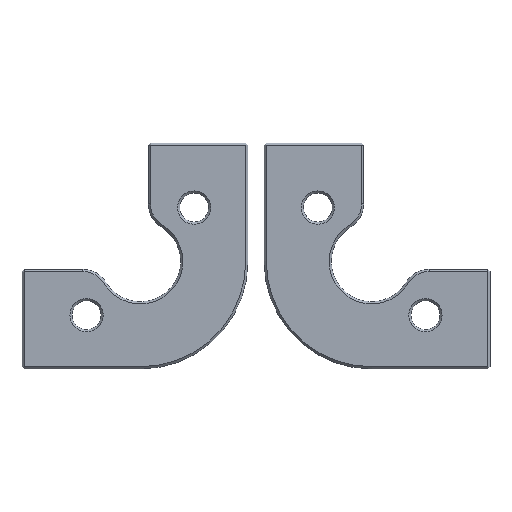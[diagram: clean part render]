
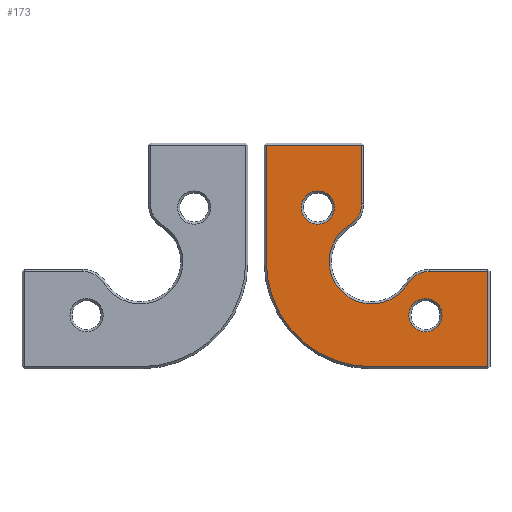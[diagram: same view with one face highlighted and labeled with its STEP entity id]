
A CAD part, top view. The second image highlights one B-rep face of the part: STEP entity #173.
In plain terms, the highlighted planar face has unit normal (0, 0, 1).
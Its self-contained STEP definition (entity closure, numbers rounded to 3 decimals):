
#71=FACE_BOUND('',#423,.T.);
#72=FACE_BOUND('',#424,.T.);
#73=FACE_BOUND('',#425,.T.);
#123=CIRCLE('',#1570,3.1);
#124=CIRCLE('',#1571,3.1);
#125=CIRCLE('',#1572,4.6);
#126=CIRCLE('',#1573,7.9);
#127=CIRCLE('',#1574,4.6);
#128=CIRCLE('',#1575,19.6);
#173=ADVANCED_FACE('',(#71,#72,#73),#269,.T.);
#269=PLANE('',#1576);
#423=EDGE_LOOP('',(#569));
#424=EDGE_LOOP('',(#570));
#425=EDGE_LOOP('',(#571,#572,#573,#574,#575,#576,#577,#578,#579,#580));
#569=ORIENTED_EDGE('',*,*,#1083,.T.);
#570=ORIENTED_EDGE('',*,*,#1084,.T.);
#571=ORIENTED_EDGE('',*,*,#1085,.T.);
#572=ORIENTED_EDGE('',*,*,#1086,.T.);
#573=ORIENTED_EDGE('',*,*,#1087,.T.);
#574=ORIENTED_EDGE('',*,*,#1088,.T.);
#575=ORIENTED_EDGE('',*,*,#1089,.T.);
#576=ORIENTED_EDGE('',*,*,#1090,.T.);
#577=ORIENTED_EDGE('',*,*,#1091,.T.);
#578=ORIENTED_EDGE('',*,*,#1092,.T.);
#579=ORIENTED_EDGE('',*,*,#1093,.T.);
#580=ORIENTED_EDGE('',*,*,#1094,.T.);
#965=VERTEX_POINT('',#2232);
#966=VERTEX_POINT('',#2234);
#967=VERTEX_POINT('',#2236);
#968=VERTEX_POINT('',#2237);
#969=VERTEX_POINT('',#2239);
#970=VERTEX_POINT('',#2241);
#971=VERTEX_POINT('',#2243);
#972=VERTEX_POINT('',#2245);
#973=VERTEX_POINT('',#2247);
#974=VERTEX_POINT('',#2249);
#975=VERTEX_POINT('',#2251);
#976=VERTEX_POINT('',#2253);
#1083=EDGE_CURVE('',#965,#965,#123,.T.);
#1084=EDGE_CURVE('',#966,#966,#124,.T.);
#1085=EDGE_CURVE('',#967,#968,#125,.T.);
#1086=EDGE_CURVE('',#968,#969,#126,.T.);
#1087=EDGE_CURVE('',#969,#970,#127,.T.);
#1088=EDGE_CURVE('',#970,#971,#1275,.T.);
#1089=EDGE_CURVE('',#971,#972,#1276,.T.);
#1090=EDGE_CURVE('',#972,#973,#1277,.T.);
#1091=EDGE_CURVE('',#973,#974,#128,.T.);
#1092=EDGE_CURVE('',#974,#975,#1278,.T.);
#1093=EDGE_CURVE('',#975,#976,#1279,.T.);
#1094=EDGE_CURVE('',#976,#967,#1280,.T.);
#1275=LINE('',#2242,#1427);
#1276=LINE('',#2244,#1428);
#1277=LINE('',#2246,#1429);
#1278=LINE('',#2250,#1430);
#1279=LINE('',#2252,#1431);
#1280=LINE('',#2254,#1432);
#1427=VECTOR('',#1776,1.);
#1428=VECTOR('',#1777,1.);
#1429=VECTOR('',#1778,1.);
#1430=VECTOR('',#1781,1.);
#1431=VECTOR('',#1782,1.);
#1432=VECTOR('',#1783,1.);
#1570=AXIS2_PLACEMENT_3D('',#2231,#1766,#1767);
#1571=AXIS2_PLACEMENT_3D('',#2233,#1768,#1769);
#1572=AXIS2_PLACEMENT_3D('',#2235,#1770,#1771);
#1573=AXIS2_PLACEMENT_3D('',#2238,#1772,#1773);
#1574=AXIS2_PLACEMENT_3D('',#2240,#1774,#1775);
#1575=AXIS2_PLACEMENT_3D('',#2248,#1779,#1780);
#1576=AXIS2_PLACEMENT_3D('',#2255,#1784,#1785);
#1766=DIRECTION('',(0.,0.,-1.));
#1767=DIRECTION('',(1.,0.,0.));
#1768=DIRECTION('',(0.,0.,-1.));
#1769=DIRECTION('',(1.,0.,0.));
#1770=DIRECTION('',(0.,0.,1.));
#1771=DIRECTION('',(1.,0.,0.));
#1772=DIRECTION('',(0.,0.,-1.));
#1773=DIRECTION('',(1.,0.,0.));
#1774=DIRECTION('',(0.,0.,1.));
#1775=DIRECTION('',(1.,0.,0.));
#1776=DIRECTION('',(0.,1.,0.));
#1777=DIRECTION('',(-1.,0.,0.));
#1778=DIRECTION('',(0.,-1.,0.));
#1779=DIRECTION('',(0.,0.,1.));
#1780=DIRECTION('',(1.,0.,0.));
#1781=DIRECTION('',(1.,0.,0.));
#1782=DIRECTION('',(0.,1.,0.));
#1783=DIRECTION('',(-1.,0.,0.));
#1784=DIRECTION('',(0.,0.,1.));
#1785=DIRECTION('',(1.,0.,0.));
#2231=CARTESIAN_POINT('',(30.,10.,5.));
#2232=CARTESIAN_POINT('',(33.1,10.,5.));
#2233=CARTESIAN_POINT('',(10.,30.,5.));
#2234=CARTESIAN_POINT('',(13.1,30.,5.));
#2235=CARTESIAN_POINT('',(30.677,13.5,5.));
#2236=CARTESIAN_POINT('',(30.677,18.1,5.));
#2237=CARTESIAN_POINT('',(26.748,15.892,5.));
#2238=CARTESIAN_POINT('',(20.,20.,5.));
#2239=CARTESIAN_POINT('',(15.892,26.748,5.));
#2240=CARTESIAN_POINT('',(13.5,30.677,5.));
#2241=CARTESIAN_POINT('',(18.1,30.677,5.));
#2242=CARTESIAN_POINT('',(18.1,42.,5.));
#2243=CARTESIAN_POINT('',(18.1,41.6,5.));
#2244=CARTESIAN_POINT('',(0.,41.6,5.));
#2245=CARTESIAN_POINT('',(0.4,41.6,5.));
#2246=CARTESIAN_POINT('',(0.4,20.,5.));
#2247=CARTESIAN_POINT('',(0.4,20.,5.));
#2248=CARTESIAN_POINT('',(20.,20.,5.));
#2249=CARTESIAN_POINT('',(20.,0.4,5.));
#2250=CARTESIAN_POINT('',(42.,0.4,5.));
#2251=CARTESIAN_POINT('',(41.6,0.4,5.));
#2252=CARTESIAN_POINT('',(41.6,18.5,5.));
#2253=CARTESIAN_POINT('',(41.6,18.1,5.));
#2254=CARTESIAN_POINT('',(30.677,18.1,5.));
#2255=CARTESIAN_POINT('',(20.,20.,5.));
